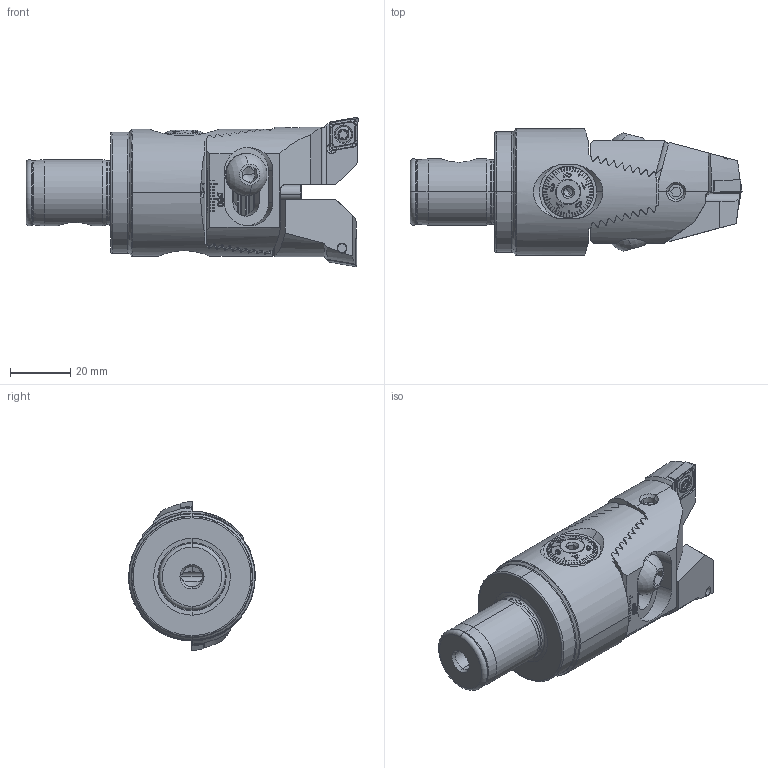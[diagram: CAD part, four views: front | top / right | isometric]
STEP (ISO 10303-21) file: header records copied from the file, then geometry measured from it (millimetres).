
FILE_DESCRIPTION (( 'STEP AP203' ), '1' );
FILE_NAME ('D64.040.051.082.STEP', '2018-02-28T15:05:55', ( 'SWIAdmin' ), ( 'Hewlett-Packard Company' ), 'SwSTEP 2.0', 'SolidWorks 2017', '' );
FILE_SCHEMA (( 'CONFIG_CONTROL_DESIGN' ));
Length unit declared in the file: millimetre
Products named in the file (23): F32-BG2.017.004_A; Z42-ER1.002.020_A; WH4-ZC4.K23.082_A; F32-BG2.009.012_A; Z42-ER1.003.020_A_gespannt; ZC4-xxx.001.028_A_versetzt mit FV; F32-BG1.010.006_A; Z42-ER1.001.020; WCB-ER2.001.009_A; ZC4-BG1.017.027; Z42-ER2.001.019_A; CCMT09T304; ZC4-BG3.005.025_A_ZC4; ZC4-BG1.017.027_A; ZC4-xxx.001.028_A; ZCx-BG2.00x.0xx_A_ZC4; F32-BG2.014.012_A; Z42-ER3.001.016; D64.040.051.082; DIN 3771 - 15x1; ISO 4028 - M3 x 5_M3x8; F32-BG2.017.003_A; ZC4-WCB.010.028_versetzt Combi
Assembly tree (25 placements, depth 3):
  D64.040.051.082
    WH4-ZC4.K23.082_A
    ZC4-WCB.010.028_versetzt Combi
      ZC4-xxx.001.028_A_versetzt mit FV
      WCB-ER2.001.009_A  x2
      CCMT09T304  x2
      ZC4-xxx.001.028_A
      Z42-ER3.001.016
      ISO 4028 - M3 x 5_M3x8
    Z42-ER1.001.020  x2
      Z42-ER1.002.020_A
      Z42-ER1.003.020_A_gespannt
    Z42-ER2.001.019_A
    ZC4-BG1.017.027
      ZC4-BG1.017.027_A
      F32-BG2.014.012_A
      DIN 3771 - 15x1
      F32-BG2.017.003_A
      F32-BG2.017.004_A
      F32-BG2.009.012_A
      F32-BG1.010.006_A
    ZC4-BG3.005.025_A_ZC4
    ZCx-BG2.00x.0xx_A_ZC4
Bounding box: 110 x 42 x 49.5 mm (x, y, z)
Volume: 90721.4 mm3; surface area: 38033.6 mm2
Topology: 23 solids, 23 shells, 1479 faces, 3936 edges, 2488 vertices
Faces by surface type: plane 741, cylinder 278, cone 255, bspline 123, torus 72, sphere 10
Entity records: 51824 total; most frequent: CARTESIAN_POINT 18194, ORIENTED_EDGE 7232, DIRECTION 5588, EDGE_CURVE 3616, VERTEX_POINT 2317, AXIS2_PLACEMENT_3D 1993, VECTOR 1602, LINE 1602
